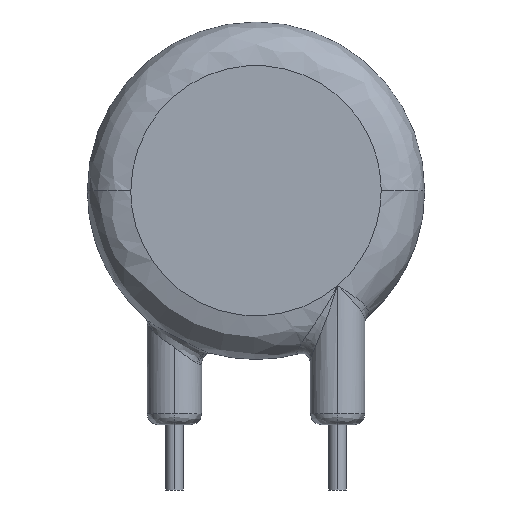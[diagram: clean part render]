
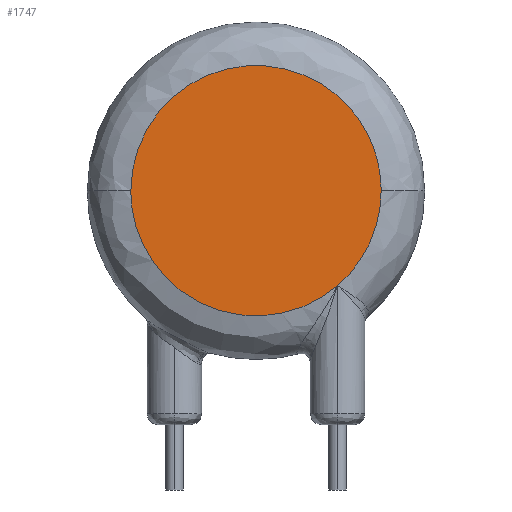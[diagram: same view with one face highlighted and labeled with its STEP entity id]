
A CAD part, front view. The second image highlights one B-rep face of the part: STEP entity #1747.
In plain terms, the highlighted planar face has unit normal (0, -1, 0).
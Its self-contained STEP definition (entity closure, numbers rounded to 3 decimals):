
#327 = VERTEX_POINT('',#328);
#328 = CARTESIAN_POINT('',(5.75,-1.957,11.25));
#335 = EDGE_CURVE('',#327,#336,#338,.T.);
#336 = VERTEX_POINT('',#337);
#337 = CARTESIAN_POINT('',(3.75,-1.957,6.891));
#338 = ( BOUNDED_CURVE() B_SPLINE_CURVE(3,(#339,#340,#341,#342),
.UNSPECIFIED.,.F.,.F.) B_SPLINE_CURVE_WITH_KNOTS((4,4),(0.,1.),
.PIECEWISE_BEZIER_KNOTS.) CURVE() GEOMETRIC_REPRESENTATION_ITEM() 
RATIONAL_B_SPLINE_CURVE((1.,0.939,0.939,1.)) 
REPRESENTATION_ITEM('') );
#339 = CARTESIAN_POINT('',(5.75,-1.957,11.25));
#340 = CARTESIAN_POINT('',(5.75,-1.957,9.548));
#341 = CARTESIAN_POINT('',(5.04,-1.957,8.001)
  );
#342 = CARTESIAN_POINT('',(3.75,-1.957,6.891));
#409 = VERTEX_POINT('',#410);
#410 = CARTESIAN_POINT('',(-5.75,-1.957,11.25)
  );
#417 = EDGE_CURVE('',#409,#327,#418,.T.);
#418 = ( BOUNDED_CURVE() B_SPLINE_CURVE(3,(#419,#420,#421,#422),
.UNSPECIFIED.,.F.,.F.) B_SPLINE_CURVE_WITH_KNOTS((4,4),(0.,1.),
.PIECEWISE_BEZIER_KNOTS.) CURVE() GEOMETRIC_REPRESENTATION_ITEM() 
RATIONAL_B_SPLINE_CURVE((1.,0.333,0.333,1.)) 
REPRESENTATION_ITEM('') );
#419 = CARTESIAN_POINT('',(-5.75,-1.957,11.25)
  );
#420 = CARTESIAN_POINT('',(-5.75,-1.957,22.75)
  );
#421 = CARTESIAN_POINT('',(5.75,-1.957,22.75));
#422 = CARTESIAN_POINT('',(5.75,-1.957,11.25));
#1516 = EDGE_CURVE('',#336,#409,#1517,.T.);
#1517 = ( BOUNDED_CURVE() B_SPLINE_CURVE(3,(#1518,#1519,#1520,#1521),
.UNSPECIFIED.,.F.,.F.) B_SPLINE_CURVE_WITH_KNOTS((4,4),(0.,1.),
.PIECEWISE_BEZIER_KNOTS.) CURVE() GEOMETRIC_REPRESENTATION_ITEM() 
RATIONAL_B_SPLINE_CURVE((1.,0.611,0.611,1.)) 
REPRESENTATION_ITEM('') );
#1518 = CARTESIAN_POINT('',(3.75,-1.957,6.891));
#1519 = CARTESIAN_POINT('',(-0.57,-1.957,
    3.174));
#1520 = CARTESIAN_POINT('',(-5.75,-1.957,5.551)
  );
#1521 = CARTESIAN_POINT('',(-5.75,-1.957,11.25)
  );
#1747 = ADVANCED_FACE('',(#1748),#1753,.F.);
#1748 = FACE_BOUND('',#1749,.T.);
#1749 = EDGE_LOOP('',(#1750,#1751,#1752));
#1750 = ORIENTED_EDGE('',*,*,#417,.F.);
#1751 = ORIENTED_EDGE('',*,*,#1516,.F.);
#1752 = ORIENTED_EDGE('',*,*,#335,.F.);
#1753 = PLANE('',#1754);
#1754 = AXIS2_PLACEMENT_3D('',#1755,#1756,#1757);
#1755 = CARTESIAN_POINT('',(0.,-1.957,
    11.25));
#1756 = DIRECTION('',(0.,1.,0.));
#1757 = DIRECTION('',(-1.,0.,0.));
